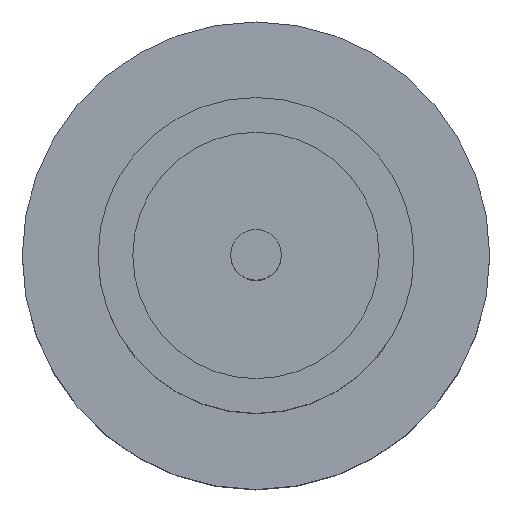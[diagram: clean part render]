
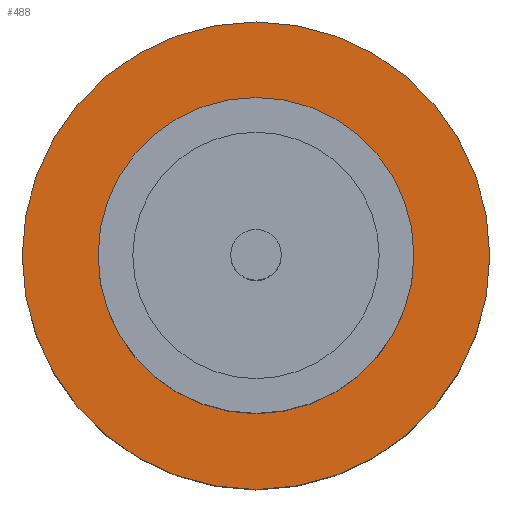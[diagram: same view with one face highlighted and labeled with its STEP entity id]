
A CAD part, top view. The second image highlights one B-rep face of the part: STEP entity #488.
In plain terms, the highlighted planar face has unit normal (0, 0, 1).
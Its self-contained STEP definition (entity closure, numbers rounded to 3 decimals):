
#6 = CARTESIAN_POINT ( 'NONE',  ( 1.25, 0., 1.55 ) ) ;
#36 = ORIENTED_EDGE ( 'NONE', *, *, #551, .F. ) ;
#49 = DIRECTION ( 'NONE',  ( 1., 0., 0. ) ) ;
#55 = EDGE_LOOP ( 'NONE', ( #423, #36 ) ) ;
#70 = CIRCLE ( 'NONE', #306, 1.85 ) ;
#87 = DIRECTION ( 'NONE',  ( 1., 0., 0. ) ) ;
#118 = DIRECTION ( 'NONE',  ( 0., 0., 1. ) ) ;
#142 = CARTESIAN_POINT ( 'NONE',  ( -1.25, 0., 1.55 ) ) ;
#188 = ORIENTED_EDGE ( 'NONE', *, *, #530, .T. ) ;
#191 = CARTESIAN_POINT ( 'NONE',  ( 0., 0., 1.55 ) ) ;
#223 = CARTESIAN_POINT ( 'NONE',  ( 1.85, 0., 1.55 ) ) ;
#253 = EDGE_CURVE ( 'NONE', #477, #779, #399, .T. ) ;
#255 = FACE_BOUND ( 'NONE', #55, .T. ) ;
#257 = DIRECTION ( 'NONE',  ( 0., 0., 1. ) ) ;
#260 = CARTESIAN_POINT ( 'NONE',  ( 0., 0., 1.55 ) ) ;
#306 = AXIS2_PLACEMENT_3D ( 'NONE', #696, #257, #705 ) ;
#374 = AXIS2_PLACEMENT_3D ( 'NONE', #191, #774, #507 ) ;
#399 = CIRCLE ( 'NONE', #809, 1.85 ) ;
#415 = CIRCLE ( 'NONE', #586, 1.25 ) ;
#423 = ORIENTED_EDGE ( 'NONE', *, *, #453, .F. ) ;
#453 = EDGE_CURVE ( 'NONE', #685, #563, #588, .T. ) ;
#477 = VERTEX_POINT ( 'NONE', #574 ) ;
#488 = ADVANCED_FACE ( 'NONE', ( #255, #850 ), #633, .T. ) ;
#507 = DIRECTION ( 'NONE',  ( 1., 0., 0. ) ) ;
#530 = EDGE_CURVE ( 'NONE', #779, #477, #70, .T. ) ;
#551 = EDGE_CURVE ( 'NONE', #563, #685, #415, .T. ) ;
#563 = VERTEX_POINT ( 'NONE', #142 ) ;
#574 = CARTESIAN_POINT ( 'NONE',  ( -1.85, 0., 1.55 ) ) ;
#586 = AXIS2_PLACEMENT_3D ( 'NONE', #260, #603, #711 ) ;
#588 = CIRCLE ( 'NONE', #743, 1.25 ) ;
#603 = DIRECTION ( 'NONE',  ( 0., 0., 1. ) ) ;
#616 = EDGE_LOOP ( 'NONE', ( #647, #188 ) ) ;
#633 = PLANE ( 'NONE',  #374 ) ;
#647 = ORIENTED_EDGE ( 'NONE', *, *, #253, .T. ) ;
#685 = VERTEX_POINT ( 'NONE', #6 ) ;
#696 = CARTESIAN_POINT ( 'NONE',  ( 0., 0., 1.55 ) ) ;
#705 = DIRECTION ( 'NONE',  ( 1., 0., 0. ) ) ;
#711 = DIRECTION ( 'NONE',  ( 1., 0., 0. ) ) ;
#736 = CARTESIAN_POINT ( 'NONE',  ( 0., 0., 1.55 ) ) ;
#743 = AXIS2_PLACEMENT_3D ( 'NONE', #767, #118, #49 ) ;
#767 = CARTESIAN_POINT ( 'NONE',  ( 0., 0., 1.55 ) ) ;
#774 = DIRECTION ( 'NONE',  ( 0., 0., 1. ) ) ;
#779 = VERTEX_POINT ( 'NONE', #223 ) ;
#806 = DIRECTION ( 'NONE',  ( 0., 0., 1. ) ) ;
#809 = AXIS2_PLACEMENT_3D ( 'NONE', #736, #806, #87 ) ;
#850 = FACE_OUTER_BOUND ( 'NONE', #616, .T. ) ;
